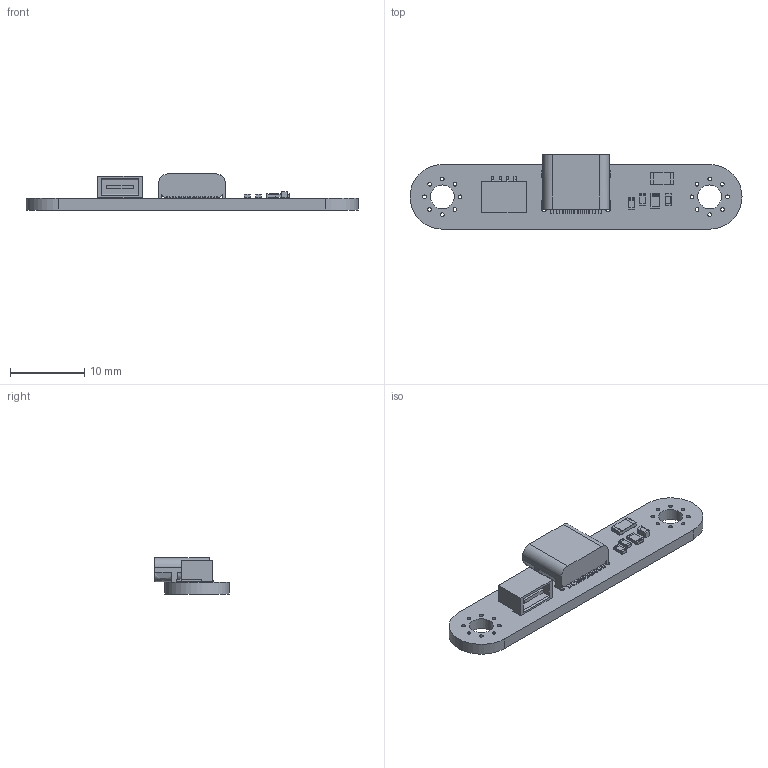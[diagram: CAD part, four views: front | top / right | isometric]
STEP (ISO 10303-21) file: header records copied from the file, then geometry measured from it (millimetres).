
FILE_DESCRIPTION(('KiCad electronic assembly'),'2;1');
FILE_NAME('Unified-Daughterboard.step','2022-02-03T17:19:05',('Pcbnew'), ('Kicad'),'Open CASCADE STEP processor 7.5','KiCad to STEP converter', 'Unknown');
FILE_SCHEMA(('AUTOMOTIVE_DESIGN { 1 0 10303 214 1 1 1 1 }'));
Length unit declared in the file: millimetre
Products named in the file (14): Unified-Daughterboard 1; R_0603_1608Metric; SOLID; JST-SR-4; HRO-TYPE-C-31-M-12; C_0603_1608Metric; R_0805_2012Metric; Fuse_1206_3216Metric; _autosave-Unified-Daughterboard PCB
Assembly tree (14 placements, depth 3):
  Unified-Daughterboard 1
    R_0603_1608Metric  x2
      SOLID
    JST-SR-4
      SOLID
    HRO-TYPE-C-31-M-12
      SOLID
    C_0603_1608Metric
      SOLID
    R_0805_2012Metric
      SOLID
    Fuse_1206_3216Metric
      SOLID
    _autosave-Unified-Daughterboard PCB
Bounding box: 44.7 x 10 x 4.86 mm (x, y, z)
Volume: 712.4 mm3; surface area: 1615.8 mm2
Topology: 8 solids, 8 shells, 354 faces, 954 edges, 624 vertices
Faces by surface type: bspline 312, cylinder 30, plane 12
Full cylindrical faces by diameter (mm): 0.5 x16, 0.65 x2, 3.2 x2
Entity records: 21115 total; most frequent: CARTESIAN_POINT 7929, B_SPLINE_CURVE_WITH_KNOTS 2028, ORIENTED_EDGE 1772, PCURVE 1772, DEFINITIONAL_REPRESENTATION 1772, EDGE_CURVE 886, SURFACE_CURVE 862, VERTEX_POINT 580
